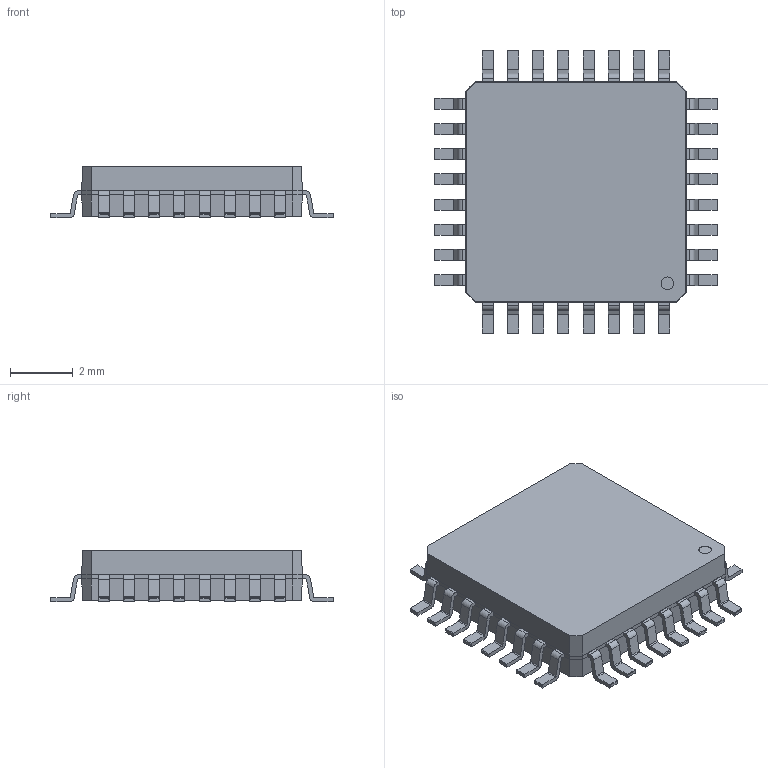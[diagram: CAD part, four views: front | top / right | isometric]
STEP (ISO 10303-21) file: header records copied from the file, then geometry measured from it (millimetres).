
FILE_DESCRIPTION (( 'STEP AP214' ), '1' );
FILE_NAME ('User Library-QFP32.STEP', '2013-04-07T08:32:22', ( 'Windows User' ), ( '' ), 'SwSTEP 2.0', 'SolidWorks 2013', '' );
FILE_SCHEMA (( 'AUTOMOTIVE_DESIGN' ));
Length unit declared in the file: millimetre
Products named in the file (5): User Library-QFP32_User Library-PQFP_32_P0.8_QFPleg_MIR_1; User Library-QFP32_User Library-PQFP_32_P0.8_QFPleg_MIR1_1; User Library-QFP32_User Library-PQFP_32_P0.8_QFPleg_1; User Library-QFP32_User Library-PQFP_32_P0.8_QFPbody_1; User Library-QFP32
Assembly tree (33 placements, depth 2):
  User Library-QFP32
    User Library-QFP32_User Library-PQFP_32_P0.8_QFPbody_1
    User Library-QFP32_User Library-PQFP_32_P0.8_QFPleg_1  x16
    User Library-QFP32_User Library-PQFP_32_P0.8_QFPleg_MIR1_1  x8
    User Library-QFP32_User Library-PQFP_32_P0.8_QFPleg_MIR_1  x8
Bounding box: 9 x 9 x 1.65 mm (x, y, z)
Volume: 80 mm3; surface area: 190.7 mm2
Topology: 33 solids, 33 shells, 632 faces, 1542 edges, 980 vertices
Faces by surface type: plane 498, cylinder 134
Entity records: 4782 total; most frequent: DIRECTION 594, CARTESIAN_POINT 580, ORIENTED_EDGE 532, EDGE_CURVE 266, LINE 230, VECTOR 230, AXIS2_PLACEMENT_3D 182, VERTEX_POINT 168
